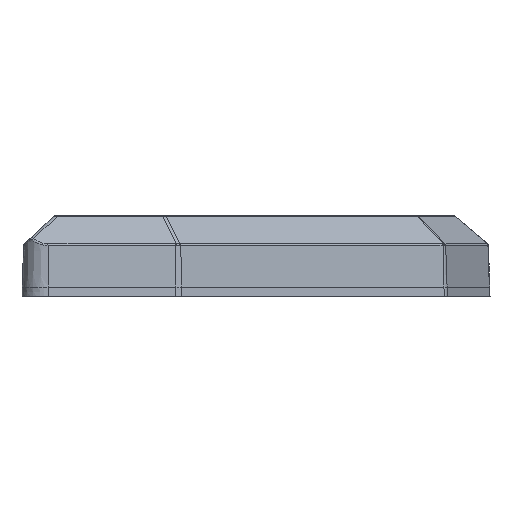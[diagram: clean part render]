
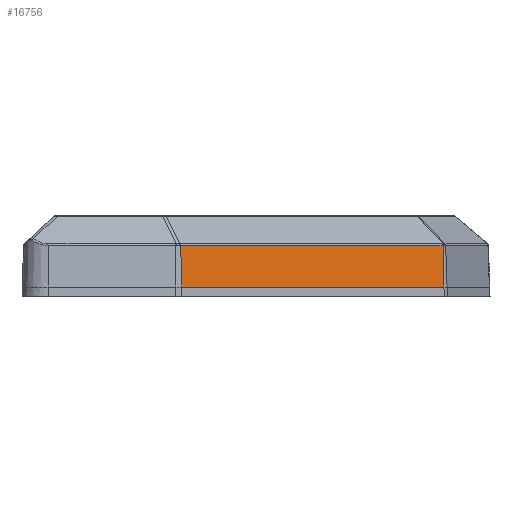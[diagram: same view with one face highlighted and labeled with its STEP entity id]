
A CAD part, front view. The second image highlights one B-rep face of the part: STEP entity #16756.
In plain terms, the highlighted planar face has unit normal (0.678, -0.734, 0.035).
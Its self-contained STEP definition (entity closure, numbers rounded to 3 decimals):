
#86 = VECTOR ( 'NONE', #2717, 1000. ) ;
#87 = PLANE ( 'NONE',  #15239 ) ;
#449 = VECTOR ( 'NONE', #14956, 1000. ) ;
#1596 = VERTEX_POINT ( 'NONE', #2845 ) ;
#2544 = LINE ( 'NONE', #10436, #6187 ) ;
#2717 = DIRECTION ( 'NONE',  ( 0.735, 0.679, 0. ) ) ;
#2845 = CARTESIAN_POINT ( 'NONE',  ( 99.473, -114.407, 11.227 ) ) ;
#5632 = CARTESIAN_POINT ( 'NONE',  ( 99.739, -114.695, 0. ) ) ;
#6187 = VECTOR ( 'NONE', #11870, 1000. ) ;
#6377 = EDGE_LOOP ( 'NONE', ( #13998, #14385, #9529, #9960 ) ) ;
#6613 = VECTOR ( 'NONE', #9969, 1000. ) ;
#6942 = LINE ( 'NONE', #10677, #86 ) ;
#6973 = DIRECTION ( 'NONE',  ( 0.735, 0.679, 0. ) ) ;
#7294 = LINE ( 'NONE', #13706, #449 ) ;
#8767 = CARTESIAN_POINT ( 'NONE',  ( 41.483, -167.976, 11.227 ) ) ;
#9409 = CARTESIAN_POINT ( 'NONE',  ( 41.701, -168.212, 2.032 ) ) ;
#9529 = ORIENTED_EDGE ( 'NONE', *, *, #10834, .T. ) ;
#9960 = ORIENTED_EDGE ( 'NONE', *, *, #14386, .T. ) ;
#9969 = DIRECTION ( 'NONE',  ( -0.735, -0.679, 0. ) ) ;
#10435 = VERTEX_POINT ( 'NONE', #9409 ) ;
#10436 = CARTESIAN_POINT ( 'NONE',  ( 41.749, -168.264, 0. ) ) ;
#10677 = CARTESIAN_POINT ( 'NONE',  ( 99.691, -114.642, 2.032 ) ) ;
#10834 = EDGE_CURVE ( 'NONE', #13088, #10435, #2544, .T. ) ;
#11870 = DIRECTION ( 'NONE',  ( 0.024, -0.026, -0.999 ) ) ;
#12467 = FACE_OUTER_BOUND ( 'NONE', #6377, .T. ) ;
#12496 = EDGE_CURVE ( 'NONE', #1596, #13088, #16731, .T. ) ;
#13088 = VERTEX_POINT ( 'NONE', #13100 ) ;
#13100 = CARTESIAN_POINT ( 'NONE',  ( 41.483, -167.976, 11.227 ) ) ;
#13706 = CARTESIAN_POINT ( 'NONE',  ( 99.739, -114.695, 0. ) ) ;
#13998 = ORIENTED_EDGE ( 'NONE', *, *, #16006, .T. ) ;
#14157 = CARTESIAN_POINT ( 'NONE',  ( 99.691, -114.642, 2.032 ) ) ;
#14385 = ORIENTED_EDGE ( 'NONE', *, *, #12496, .T. ) ;
#14386 = EDGE_CURVE ( 'NONE', #10435, #14669, #6942, .T. ) ;
#14669 = VERTEX_POINT ( 'NONE', #14157 ) ;
#14671 = DIRECTION ( 'NONE',  ( 0.678, -0.734, 0.035 ) ) ;
#14956 = DIRECTION ( 'NONE',  ( -0.024, 0.026, 0.999 ) ) ;
#15239 = AXIS2_PLACEMENT_3D ( 'NONE', #5632, #14671, #6973 ) ;
#16006 = EDGE_CURVE ( 'NONE', #14669, #1596, #7294, .T. ) ;
#16731 = LINE ( 'NONE', #8767, #6613 ) ;
#16756 = ADVANCED_FACE ( 'NONE', ( #12467 ), #87, .T. ) ;
